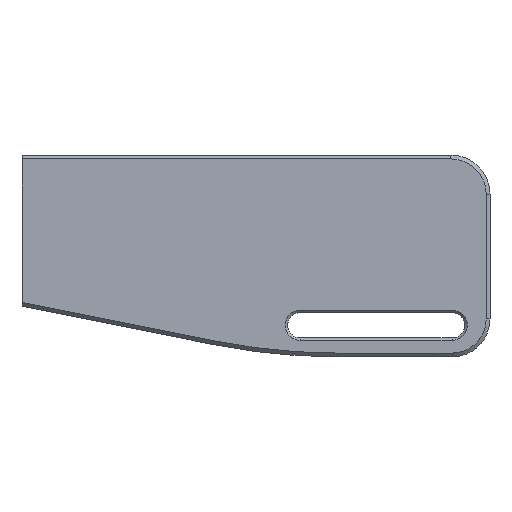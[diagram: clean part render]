
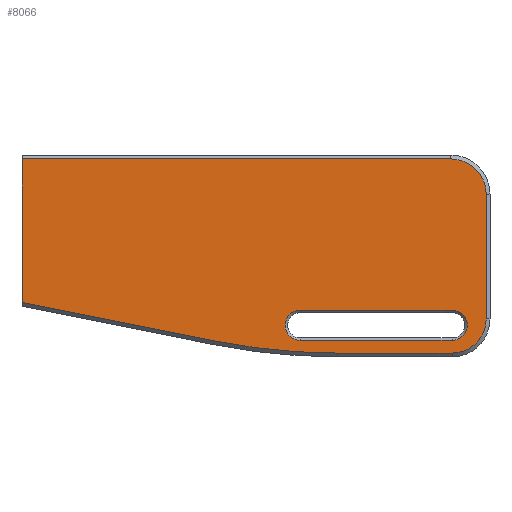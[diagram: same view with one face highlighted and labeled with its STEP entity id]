
A CAD part, left-side view. The second image highlights one B-rep face of the part: STEP entity #8066.
In plain terms, the highlighted planar face has unit normal (-1, 0, 0).
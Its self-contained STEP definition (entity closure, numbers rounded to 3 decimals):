
#291=FACE_BOUND('',#1408,.T.);
#522=PLANE('',#8838);
#901=FACE_OUTER_BOUND('',#1407,.T.);
#1407=EDGE_LOOP('',(#6608,#6609,#6610,#6611,#6612,#6613,#6614,#6615));
#1408=EDGE_LOOP('',(#6616,#6617,#6618,#6619));
#2121=LINE('',#12903,#2926);
#2124=LINE('',#12912,#2929);
#2130=LINE('',#12927,#2935);
#2131=LINE('',#12931,#2936);
#2132=LINE('',#12935,#2937);
#2133=LINE('',#12939,#2938);
#2134=LINE('',#12940,#2939);
#2926=VECTOR('',#10614,10.);
#2929=VECTOR('',#10625,10.);
#2935=VECTOR('',#10639,10.);
#2936=VECTOR('',#10642,10.);
#2937=VECTOR('',#10645,10.);
#2938=VECTOR('',#10648,10.);
#2939=VECTOR('',#10649,10.);
#3309=CIRCLE('',#8828,1.2);
#3311=CIRCLE('',#8832,1.2);
#3314=CIRCLE('',#8839,49.7);
#3315=CIRCLE('',#8840,2.7);
#3316=CIRCLE('',#8841,2.795);
#3876=VERTEX_POINT('',#12892);
#3877=VERTEX_POINT('',#12894);
#3880=VERTEX_POINT('',#12901);
#3882=VERTEX_POINT('',#12907);
#3886=VERTEX_POINT('',#12925);
#3887=VERTEX_POINT('',#12926);
#3888=VERTEX_POINT('',#12928);
#3889=VERTEX_POINT('',#12930);
#3890=VERTEX_POINT('',#12932);
#3891=VERTEX_POINT('',#12934);
#3892=VERTEX_POINT('',#12936);
#3893=VERTEX_POINT('',#12938);
#4812=EDGE_CURVE('',#3876,#3877,#3309,.T.);
#4816=EDGE_CURVE('',#3880,#3876,#2121,.T.);
#4819=EDGE_CURVE('',#3882,#3880,#3311,.T.);
#4821=EDGE_CURVE('',#3877,#3882,#2124,.T.);
#4828=EDGE_CURVE('',#3886,#3887,#2130,.T.);
#4829=EDGE_CURVE('',#3888,#3886,#3314,.T.);
#4830=EDGE_CURVE('',#3889,#3888,#2131,.T.);
#4831=EDGE_CURVE('',#3890,#3889,#3315,.T.);
#4832=EDGE_CURVE('',#3891,#3890,#2132,.T.);
#4833=EDGE_CURVE('',#3892,#3891,#3316,.T.);
#4834=EDGE_CURVE('',#3893,#3892,#2133,.T.);
#4835=EDGE_CURVE('',#3893,#3887,#2134,.T.);
#6608=ORIENTED_EDGE('',*,*,#4828,.F.);
#6609=ORIENTED_EDGE('',*,*,#4829,.F.);
#6610=ORIENTED_EDGE('',*,*,#4830,.F.);
#6611=ORIENTED_EDGE('',*,*,#4831,.F.);
#6612=ORIENTED_EDGE('',*,*,#4832,.F.);
#6613=ORIENTED_EDGE('',*,*,#4833,.F.);
#6614=ORIENTED_EDGE('',*,*,#4834,.F.);
#6615=ORIENTED_EDGE('',*,*,#4835,.T.);
#6616=ORIENTED_EDGE('',*,*,#4812,.F.);
#6617=ORIENTED_EDGE('',*,*,#4816,.F.);
#6618=ORIENTED_EDGE('',*,*,#4819,.F.);
#6619=ORIENTED_EDGE('',*,*,#4821,.F.);
#8066=ADVANCED_FACE('',(#901,#291),#522,.T.);
#8828=AXIS2_PLACEMENT_3D('',#12895,#10606,#10607);
#8832=AXIS2_PLACEMENT_3D('',#12909,#10619,#10620);
#8838=AXIS2_PLACEMENT_3D('',#12924,#10637,#10638);
#8839=AXIS2_PLACEMENT_3D('',#12929,#10640,#10641);
#8840=AXIS2_PLACEMENT_3D('',#12933,#10643,#10644);
#8841=AXIS2_PLACEMENT_3D('',#12937,#10646,#10647);
#10606=DIRECTION('center_axis',(-1.,0.,0.));
#10607=DIRECTION('ref_axis',(0.,0.,-1.));
#10614=DIRECTION('',(0.,1.,0.));
#10619=DIRECTION('center_axis',(-1.,0.,0.));
#10620=DIRECTION('ref_axis',(0.,0.,1.));
#10625=DIRECTION('',(0.,-1.,0.));
#10637=DIRECTION('center_axis',(-1.,0.,0.));
#10638=DIRECTION('ref_axis',(0.,0.,-1.));
#10639=DIRECTION('',(0.,0.981,0.196));
#10640=DIRECTION('center_axis',(1.,0.,0.));
#10641=DIRECTION('ref_axis',(0.,0.099,-0.995));
#10642=DIRECTION('',(0.,1.,0.));
#10643=DIRECTION('center_axis',(1.,0.,0.));
#10644=DIRECTION('ref_axis',(0.,-0.707,-0.707));
#10645=DIRECTION('',(0.,0.,-1.));
#10646=DIRECTION('center_axis',(1.,0.,0.));
#10647=DIRECTION('ref_axis',(0.,-0.707,0.707));
#10648=DIRECTION('',(0.,-1.,0.));
#10649=DIRECTION('',(0.,0.,-1.));
#12892=CARTESIAN_POINT('',(-10.88,14.,-0.3));
#12894=CARTESIAN_POINT('',(-10.88,14.,-2.7));
#12895=CARTESIAN_POINT('Origin',(-10.88,14.,-1.5));
#12901=CARTESIAN_POINT('',(-10.88,2.,-0.3));
#12903=CARTESIAN_POINT('',(-10.88,25.,-0.3));
#12907=CARTESIAN_POINT('',(-10.88,2.,-2.7));
#12909=CARTESIAN_POINT('Origin',(-10.88,2.,-1.5));
#12912=CARTESIAN_POINT('',(-10.88,19.,-2.7));
#12924=CARTESIAN_POINT('Origin',(-10.88,36.,11.953));
#12925=CARTESIAN_POINT('',(-10.88,20.796,-2.735));
#12926=CARTESIAN_POINT('',(-10.88,36.,0.306));
#12927=CARTESIAN_POINT('',(-10.88,37.091,0.524));
#12928=CARTESIAN_POINT('',(-10.88,11.049,-3.7));
#12929=CARTESIAN_POINT('Origin',(-10.88,11.049,46.));
#12930=CARTESIAN_POINT('',(-10.88,2.,-3.7));
#12931=CARTESIAN_POINT('',(-10.88,26.75,-3.7));
#12932=CARTESIAN_POINT('',(-10.88,-0.7,-1.));
#12933=CARTESIAN_POINT('Origin',(-10.88,2.,-1.));
#12934=CARTESIAN_POINT('',(-10.88,-0.7,8.858));
#12935=CARTESIAN_POINT('',(-10.88,-0.7,8.965));
#12936=CARTESIAN_POINT('',(-10.88,2.095,11.653));
#12937=CARTESIAN_POINT('Origin',(-10.88,2.095,8.858));
#12938=CARTESIAN_POINT('',(-10.88,36.,11.653));
#12939=CARTESIAN_POINT('',(-10.88,36.,11.653));
#12940=CARTESIAN_POINT('',(-10.88,36.,11.953));
